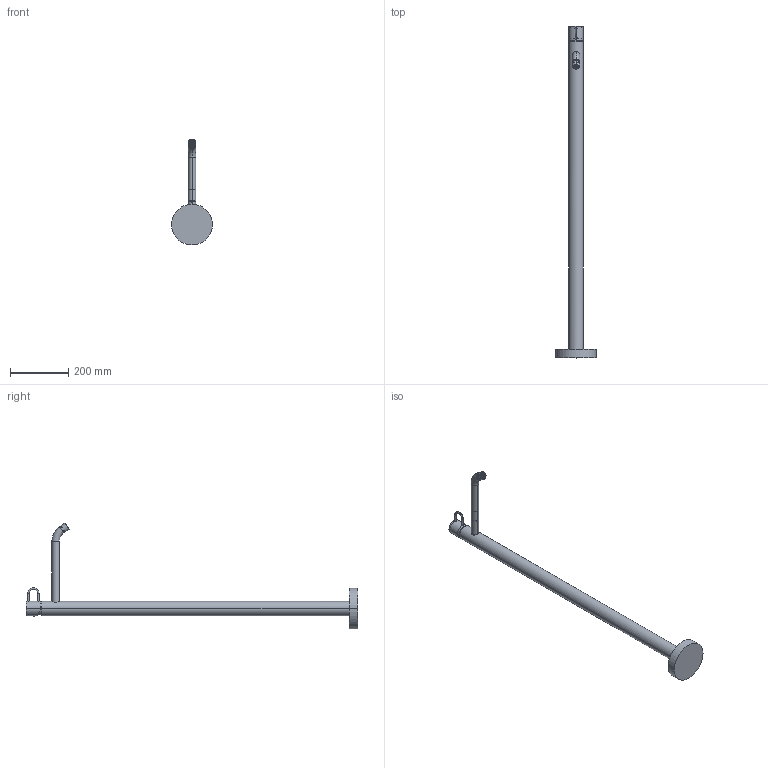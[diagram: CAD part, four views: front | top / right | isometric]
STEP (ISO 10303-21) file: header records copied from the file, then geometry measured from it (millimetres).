
FILE_DESCRIPTION((''),'2;1');
FILE_NAME('JK031CR','2021-02-02T13:43:59',('ut3'),('PAFFONI SpA'),'CREO PARAMETRIC BY PTC INC, 2020044','CREO PARAMETRIC BY PTC INC, 2020044','');
FILE_SCHEMA(('CONFIG_CONTROL_DESIGN','SHAPE_APPEARANCE_LAYERS_GROUPS'));
Products named in the file (1): JK031CR
Bounding box: 140 x 1141.74 x 364.39 mm (x, y, z)
Volume: 1269435.4 mm3; surface area: 415441.9 mm2
Topology: 3 solids, 3 shells, 1760 faces, 4763 edges, 3143 vertices
Faces by surface type: plane 1618, cylinder 80, cone 33, torus 17, bspline 8, sphere 4
Entity records: 70565 total; most frequent: CARTESIAN_POINT 12869, ORIENTED_EDGE 9518, DIRECTION 9329, EDGE_CURVE 4759, VECTOR 3533, LINE 3533, VERTEX_POINT 3143, AXIS2_PLACEMENT_3D 2898
